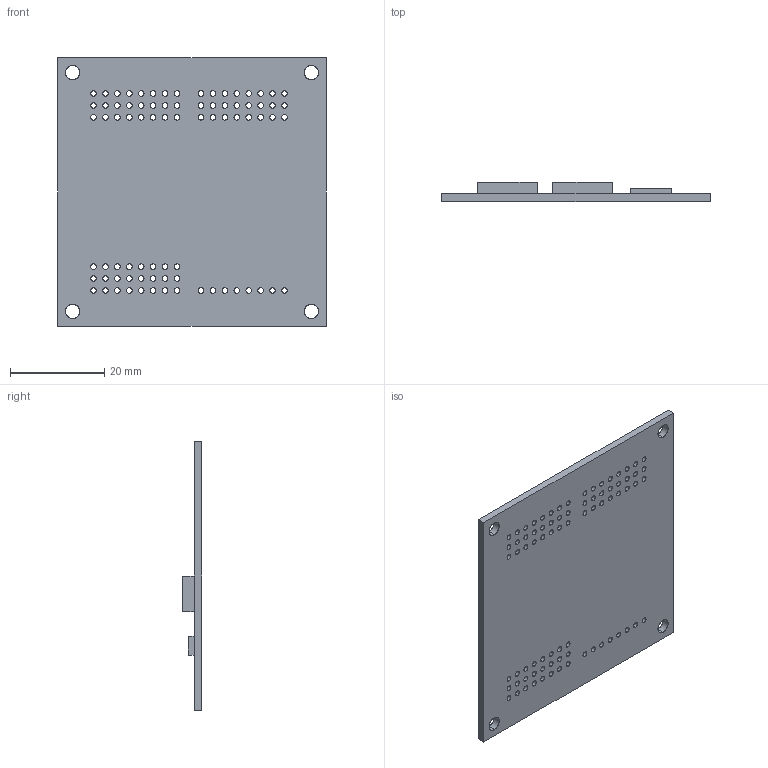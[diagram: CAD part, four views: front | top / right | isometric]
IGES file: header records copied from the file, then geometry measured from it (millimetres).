
Start section: SolidWorks IGES file using analytic representation for surfaces
Global section: file name: R306-RXMUX.igs; native system: SolidWorks 2006 by SolidWorks Corporation; preprocessor: SolidWorks 2006 by SolidWorks Corporation; author: acroname; date: 080304.105706; units: inch
Bounding box: 57.15 x 4.11 x 57.15 mm (x, y, z)
Surface area: 7448.3 mm2 (no closed solid volume)
Topology: 0 solids, 0 shells, 194 faces, 3608 edges, 3608 vertices
Faces by surface type: revolution 168, bspline 26
